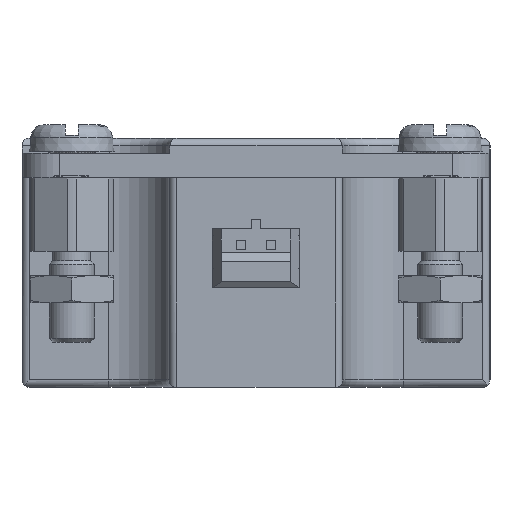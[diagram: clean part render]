
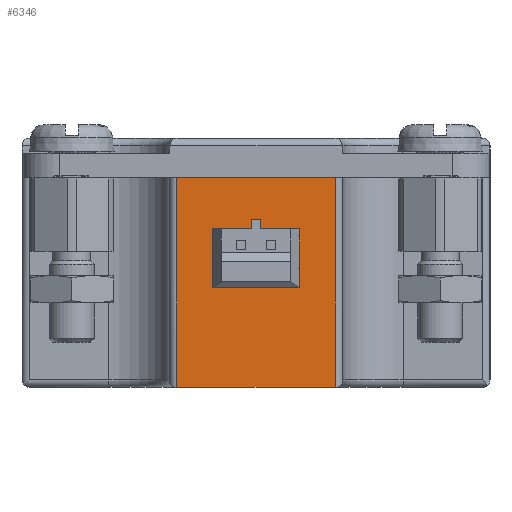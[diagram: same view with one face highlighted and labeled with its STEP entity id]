
A CAD part, left-side view. The second image highlights one B-rep face of the part: STEP entity #6346.
In plain terms, the highlighted planar face has unit normal (-1, 0, 0).
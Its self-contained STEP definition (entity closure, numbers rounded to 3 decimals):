
#4153 = EDGE_CURVE('',#4154,#4156,#4158,.T.);
#4154 = VERTEX_POINT('',#4155);
#4155 = CARTESIAN_POINT('',(2.,14.5,1.265));
#4156 = VERTEX_POINT('',#4157);
#4157 = CARTESIAN_POINT('',(2.,14.5,0.665));
#4158 = CIRCLE('',#4159,0.3);
#4159 = AXIS2_PLACEMENT_3D('',#4160,#4161,#4162);
#4160 = CARTESIAN_POINT('',(2.,14.5,0.965));
#4161 = DIRECTION('',(-1.,0.,0.));
#4162 = DIRECTION('',(0.,0.,1.));
#4405 = EDGE_CURVE('',#4406,#4408,#4410,.T.);
#4406 = VERTEX_POINT('',#4407);
#4407 = CARTESIAN_POINT('',(2.,16.5,1.265));
#4408 = VERTEX_POINT('',#4409);
#4409 = CARTESIAN_POINT('',(2.,16.5,0.665));
#4410 = CIRCLE('',#4411,0.3);
#4411 = AXIS2_PLACEMENT_3D('',#4412,#4413,#4414);
#4412 = CARTESIAN_POINT('',(2.,16.5,0.965));
#4413 = DIRECTION('',(-1.,0.,0.));
#4414 = DIRECTION('',(0.,1.,0.));
#4448 = EDGE_CURVE('',#4408,#4406,#4449,.T.);
#4449 = CIRCLE('',#4450,0.3);
#4450 = AXIS2_PLACEMENT_3D('',#4451,#4452,#4453);
#4451 = CARTESIAN_POINT('',(2.,16.5,0.965));
#4452 = DIRECTION('',(-1.,0.,0.));
#4453 = DIRECTION('',(0.,1.,0.));
#4601 = EDGE_CURVE('',#4156,#4154,#4602,.T.);
#4602 = CIRCLE('',#4603,0.3);
#4603 = AXIS2_PLACEMENT_3D('',#4604,#4605,#4606);
#4604 = CARTESIAN_POINT('',(2.,14.5,0.965));
#4605 = DIRECTION('',(-1.,0.,0.));
#4606 = DIRECTION('',(0.,0.,1.));
#5991 = VERTEX_POINT('',#5992);
#5992 = CARTESIAN_POINT('',(2.,10.25,-8.));
#5998 = EDGE_CURVE('',#5991,#5999,#6001,.T.);
#5999 = VERTEX_POINT('',#6000);
#6000 = CARTESIAN_POINT('',(2.,20.75,-8.));
#6001 = LINE('',#6002,#6003);
#6002 = CARTESIAN_POINT('',(2.,15.5,-8.));
#6003 = VECTOR('',#6004,1.);
#6004 = DIRECTION('',(0.,1.,0.));
#6346 = ADVANCED_FACE('',(#6347,#6351,#6355),#6380,.T.);
#6347 = FACE_BOUND('',#6348,.T.);
#6348 = EDGE_LOOP('',(#6349,#6350));
#6349 = ORIENTED_EDGE('',*,*,#4153,.F.);
#6350 = ORIENTED_EDGE('',*,*,#4601,.F.);
#6351 = FACE_BOUND('',#6352,.T.);
#6352 = EDGE_LOOP('',(#6353,#6354));
#6353 = ORIENTED_EDGE('',*,*,#4405,.F.);
#6354 = ORIENTED_EDGE('',*,*,#4448,.F.);
#6355 = FACE_BOUND('',#6356,.T.);
#6356 = EDGE_LOOP('',(#6357,#6367,#6373,#6374));
#6357 = ORIENTED_EDGE('',*,*,#6358,.T.);
#6358 = EDGE_CURVE('',#6359,#6361,#6363,.T.);
#6359 = VERTEX_POINT('',#6360);
#6360 = CARTESIAN_POINT('',(2.,10.25,5.9));
#6361 = VERTEX_POINT('',#6362);
#6362 = CARTESIAN_POINT('',(2.,20.75,5.9));
#6363 = LINE('',#6364,#6365);
#6364 = CARTESIAN_POINT('',(2.,9.75,5.9));
#6365 = VECTOR('',#6366,1.);
#6366 = DIRECTION('',(0.,1.,0.));
#6367 = ORIENTED_EDGE('',*,*,#6368,.T.);
#6368 = EDGE_CURVE('',#6361,#5999,#6369,.T.);
#6369 = LINE('',#6370,#6371);
#6370 = CARTESIAN_POINT('',(2.,20.75,-4.7));
#6371 = VECTOR('',#6372,1.);
#6372 = DIRECTION('',(0.,0.,-1.));
#6373 = ORIENTED_EDGE('',*,*,#5998,.F.);
#6374 = ORIENTED_EDGE('',*,*,#6375,.T.);
#6375 = EDGE_CURVE('',#5991,#6359,#6376,.T.);
#6376 = LINE('',#6377,#6378);
#6377 = CARTESIAN_POINT('',(2.,10.25,-4.7));
#6378 = VECTOR('',#6379,1.);
#6379 = DIRECTION('',(0.,0.,1.));
#6380 = PLANE('',#6381);
#6381 = AXIS2_PLACEMENT_3D('',#6382,#6383,#6384);
#6382 = CARTESIAN_POINT('',(2.,21.25,-4.7));
#6383 = DIRECTION('',(-1.,0.,0.));
#6384 = DIRECTION('',(0.,0.,-1.));
